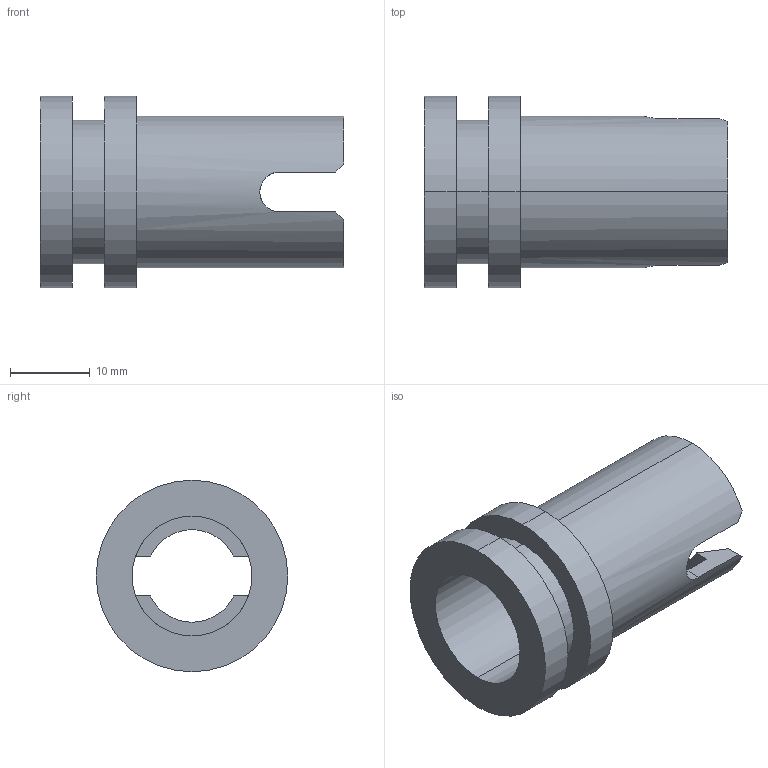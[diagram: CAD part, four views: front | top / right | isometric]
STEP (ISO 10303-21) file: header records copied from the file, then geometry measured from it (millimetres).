
FILE_DESCRIPTION (( 'STEP AP214' ), '1' );
FILE_NAME ('POMMEL_1.STEP', '2016-10-18T17:17:37', ( '' ), ( '' ), 'SwSTEP 2.0', 'SolidWorks 2014', '' );
FILE_SCHEMA (( 'AUTOMOTIVE_DESIGN' ));
Length unit declared in the file: millimetre
Products named in the file (1): POMMEL_1
Bounding box: 38 x 24 x 24 mm (x, y, z)
Volume: 5146.7 mm3; surface area: 5027.9 mm2
Topology: 1 solids, 1 shells, 31 faces, 81 edges, 54 vertices
Faces by surface type: plane 16, cylinder 12, cone 3
Entity records: 1119 total; most frequent: CARTESIAN_POINT 323, ORIENTED_EDGE 162, DIRECTION 159, EDGE_CURVE 81, AXIS2_PLACEMENT_3D 62, VERTEX_POINT 54, EDGE_LOOP 35, LINE 35
